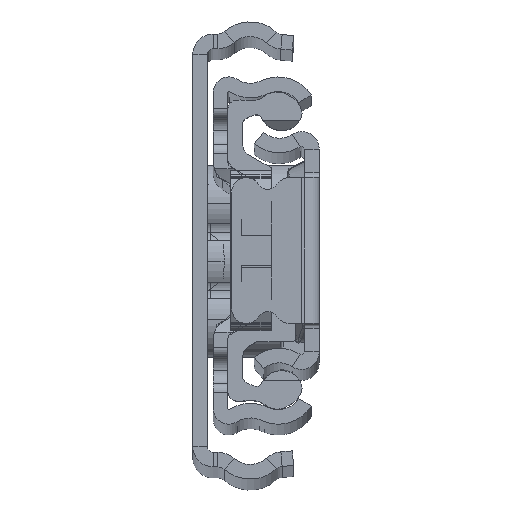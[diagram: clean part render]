
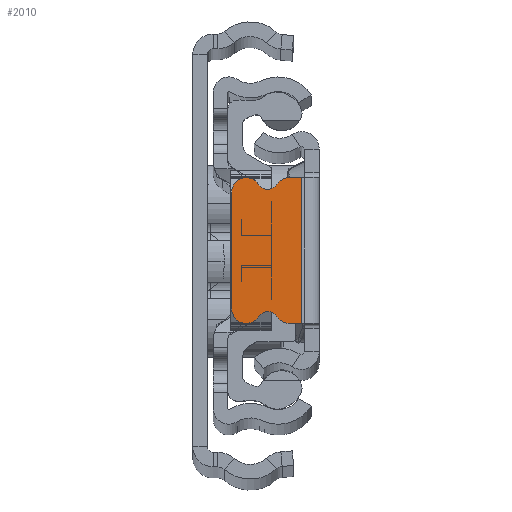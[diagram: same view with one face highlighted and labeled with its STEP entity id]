
A CAD part, top view. The second image highlights one B-rep face of the part: STEP entity #2010.
In plain terms, the highlighted planar face has unit normal (0, 0, 1).
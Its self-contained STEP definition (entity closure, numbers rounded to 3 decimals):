
#147 = AXIS2_PLACEMENT_3D ( 'NONE', #5328, #14969, #11857 ) ;
#861 = AXIS2_PLACEMENT_3D ( 'NONE', #16834, #18550, #8697 ) ;
#988 = VERTEX_POINT ( 'NONE', #8761 ) ;
#1080 = EDGE_CURVE ( 'NONE', #6026, #4919, #19903, .T. ) ;
#1298 = AXIS2_PLACEMENT_3D ( 'NONE', #3902, #3328, #11570 ) ;
#1325 = CARTESIAN_POINT ( 'NONE',  ( -5.29, 7.37, 0. ) ) ;
#1345 = DIRECTION ( 'NONE',  ( 0., 0., 1. ) ) ;
#1710 = ORIENTED_EDGE ( 'NONE', *, *, #1080, .T. ) ;
#1732 = VERTEX_POINT ( 'NONE', #10198 ) ;
#1789 = LINE ( 'NONE', #16578, #8089 ) ;
#1975 = ORIENTED_EDGE ( 'NONE', *, *, #7265, .T. ) ;
#2010 = ADVANCED_FACE ( 'NONE', ( #7129 ), #11641, .T. ) ;
#2400 = EDGE_CURVE ( 'NONE', #4919, #10851, #18263, .T. ) ;
#2402 = DIRECTION ( 'NONE',  ( 0., 0., 1. ) ) ;
#2527 = ORIENTED_EDGE ( 'NONE', *, *, #3715, .T. ) ;
#2926 = EDGE_CURVE ( 'NONE', #1732, #4851, #9744, .T. ) ;
#3328 = DIRECTION ( 'NONE',  ( 0., 0., -1. ) ) ;
#3687 = VECTOR ( 'NONE', #5006, 1000. ) ;
#3715 = EDGE_CURVE ( 'NONE', #4851, #7355, #5311, .T. ) ;
#3820 = CIRCLE ( 'NONE', #7563, 1.5 ) ;
#3854 = VECTOR ( 'NONE', #17792, 1000. ) ;
#3902 = CARTESIAN_POINT ( 'NONE',  ( -5.29, -7.37, 0. ) ) ;
#4446 = CARTESIAN_POINT ( 'NONE',  ( -7.5, -6., 0. ) ) ;
#4663 = CARTESIAN_POINT ( 'NONE',  ( -7.5, -6., 0. ) ) ;
#4851 = VERTEX_POINT ( 'NONE', #10574 ) ;
#4919 = VERTEX_POINT ( 'NONE', #7030 ) ;
#5006 = DIRECTION ( 'NONE',  ( 1., 0., 0. ) ) ;
#5144 = CARTESIAN_POINT ( 'NONE',  ( -6.225, 6.79, 0. ) ) ;
#5311 = CIRCLE ( 'NONE', #20706, 1.1 ) ;
#5328 = CARTESIAN_POINT ( 'NONE',  ( 643.5, -10.425, 0. ) ) ;
#5486 = VERTEX_POINT ( 'NONE', #8419 ) ;
#5532 = EDGE_CURVE ( 'NONE', #5486, #9241, #16458, .T. ) ;
#5983 = VERTEX_POINT ( 'NONE', #20571 ) ;
#6026 = VERTEX_POINT ( 'NONE', #7279 ) ;
#6059 = ORIENTED_EDGE ( 'NONE', *, *, #5532, .T. ) ;
#6202 = DIRECTION ( 'NONE',  ( 0., 1., 0. ) ) ;
#6576 = EDGE_CURVE ( 'NONE', #988, #9241, #1789, .T. ) ;
#6717 = ORIENTED_EDGE ( 'NONE', *, *, #8267, .T. ) ;
#7030 = CARTESIAN_POINT ( 'NONE',  ( -7.5, -7.5, 0. ) ) ;
#7089 = CARTESIAN_POINT ( 'NONE',  ( -3.08, -6., 0. ) ) ;
#7129 = FACE_OUTER_BOUND ( 'NONE', #13472, .T. ) ;
#7265 = EDGE_CURVE ( 'NONE', #10851, #15705, #17026, .T. ) ;
#7279 = CARTESIAN_POINT ( 'NONE',  ( -9., -6., 0. ) ) ;
#7355 = VERTEX_POINT ( 'NONE', #9450 ) ;
#7563 = AXIS2_PLACEMENT_3D ( 'NONE', #7089, #2402, #18255 ) ;
#7967 = DIRECTION ( 'NONE',  ( 0., 1., 0. ) ) ;
#8006 = ORIENTED_EDGE ( 'NONE', *, *, #16662, .T. ) ;
#8089 = VECTOR ( 'NONE', #10344, 1000. ) ;
#8267 = EDGE_CURVE ( 'NONE', #5983, #6026, #13020, .T. ) ;
#8290 = VECTOR ( 'NONE', #17729, 1000. ) ;
#8419 = CARTESIAN_POINT ( 'NONE',  ( -3.08, -7.5, 0. ) ) ;
#8697 = DIRECTION ( 'NONE',  ( 0., 1., 0. ) ) ;
#8761 = CARTESIAN_POINT ( 'NONE',  ( -1.8, 7.5, 0. ) ) ;
#9020 = AXIS2_PLACEMENT_3D ( 'NONE', #4663, #1345, #7967 ) ;
#9241 = VERTEX_POINT ( 'NONE', #13117 ) ;
#9450 = CARTESIAN_POINT ( 'NONE',  ( -5.29, 6.27, 0. ) ) ;
#9672 = DIRECTION ( 'NONE',  ( 0., 1., 0. ) ) ;
#9744 = CIRCLE ( 'NONE', #861, 1.5 ) ;
#9875 = LINE ( 'NONE', #16407, #3854 ) ;
#10198 = CARTESIAN_POINT ( 'NONE',  ( -3.08, 7.5, 0. ) ) ;
#10344 = DIRECTION ( 'NONE',  ( 0., -1., 0. ) ) ;
#10574 = CARTESIAN_POINT ( 'NONE',  ( -4.355, 6.79, 0. ) ) ;
#10851 = VERTEX_POINT ( 'NONE', #13620 ) ;
#11032 = DIRECTION ( 'NONE',  ( 0., 0., 1. ) ) ;
#11570 = DIRECTION ( 'NONE',  ( 0., 1., 0. ) ) ;
#11641 = PLANE ( 'NONE',  #147 ) ;
#11857 = DIRECTION ( 'NONE',  ( 0., 1., 0. ) ) ;
#12280 = EDGE_CURVE ( 'NONE', #7355, #16160, #16894, .T. ) ;
#12703 = AXIS2_PLACEMENT_3D ( 'NONE', #4446, #15706, #18932 ) ;
#12797 = ORIENTED_EDGE ( 'NONE', *, *, #6576, .F. ) ;
#13020 = LINE ( 'NONE', #14730, #8290 ) ;
#13103 = DIRECTION ( 'NONE',  ( 0., 0., -1. ) ) ;
#13117 = CARTESIAN_POINT ( 'NONE',  ( -1.8, -7.5, 0. ) ) ;
#13472 = EDGE_LOOP ( 'NONE', ( #12797, #16589, #13690, #2527, #15394, #18831, #6717, #1710, #17052, #1975, #8006, #6059 ) ) ;
#13620 = CARTESIAN_POINT ( 'NONE',  ( -6.225, -6.79, 0. ) ) ;
#13690 = ORIENTED_EDGE ( 'NONE', *, *, #2926, .T. ) ;
#14322 = CIRCLE ( 'NONE', #15008, 1.5 ) ;
#14730 = CARTESIAN_POINT ( 'NONE',  ( -9., 6., 0. ) ) ;
#14731 = CARTESIAN_POINT ( 'NONE',  ( -4.355, -6.79, 0. ) ) ;
#14969 = DIRECTION ( 'NONE',  ( 0., 0., 1. ) ) ;
#15008 = AXIS2_PLACEMENT_3D ( 'NONE', #15849, #11032, #6202 ) ;
#15394 = ORIENTED_EDGE ( 'NONE', *, *, #12280, .T. ) ;
#15705 = VERTEX_POINT ( 'NONE', #14731 ) ;
#15706 = DIRECTION ( 'NONE',  ( 0., 0., 1. ) ) ;
#15849 = CARTESIAN_POINT ( 'NONE',  ( -7.5, 6., 0. ) ) ;
#15941 = CARTESIAN_POINT ( 'NONE',  ( -5.29, 7.37, 0. ) ) ;
#16160 = VERTEX_POINT ( 'NONE', #5144 ) ;
#16407 = CARTESIAN_POINT ( 'NONE',  ( 0.7, 7.5, 0. ) ) ;
#16458 = LINE ( 'NONE', #19692, #3687 ) ;
#16578 = CARTESIAN_POINT ( 'NONE',  ( -1.8, -10.425, 0. ) ) ;
#16589 = ORIENTED_EDGE ( 'NONE', *, *, #16984, .T. ) ;
#16662 = EDGE_CURVE ( 'NONE', #15705, #5486, #3820, .T. ) ;
#16834 = CARTESIAN_POINT ( 'NONE',  ( -3.08, 6., 0. ) ) ;
#16894 = CIRCLE ( 'NONE', #18283, 1.1 ) ;
#16984 = EDGE_CURVE ( 'NONE', #988, #1732, #9875, .T. ) ;
#17026 = CIRCLE ( 'NONE', #1298, 1.1 ) ;
#17052 = ORIENTED_EDGE ( 'NONE', *, *, #2400, .T. ) ;
#17729 = DIRECTION ( 'NONE',  ( 0., -1., 0. ) ) ;
#17792 = DIRECTION ( 'NONE',  ( -1., 0., 0. ) ) ;
#18255 = DIRECTION ( 'NONE',  ( 0., 1., 0. ) ) ;
#18263 = CIRCLE ( 'NONE', #9020, 1.5 ) ;
#18283 = AXIS2_PLACEMENT_3D ( 'NONE', #15941, #21103, #20778 ) ;
#18550 = DIRECTION ( 'NONE',  ( 0., 0., 1. ) ) ;
#18831 = ORIENTED_EDGE ( 'NONE', *, *, #20893, .T. ) ;
#18932 = DIRECTION ( 'NONE',  ( 0., 1., 0. ) ) ;
#19692 = CARTESIAN_POINT ( 'NONE',  ( 0.7, -7.5, 0. ) ) ;
#19903 = CIRCLE ( 'NONE', #12703, 1.5 ) ;
#20571 = CARTESIAN_POINT ( 'NONE',  ( -9., 6., 0. ) ) ;
#20706 = AXIS2_PLACEMENT_3D ( 'NONE', #1325, #13103, #9672 ) ;
#20778 = DIRECTION ( 'NONE',  ( 0., 1., 0. ) ) ;
#20893 = EDGE_CURVE ( 'NONE', #16160, #5983, #14322, .T. ) ;
#21103 = DIRECTION ( 'NONE',  ( 0., 0., -1. ) ) ;
